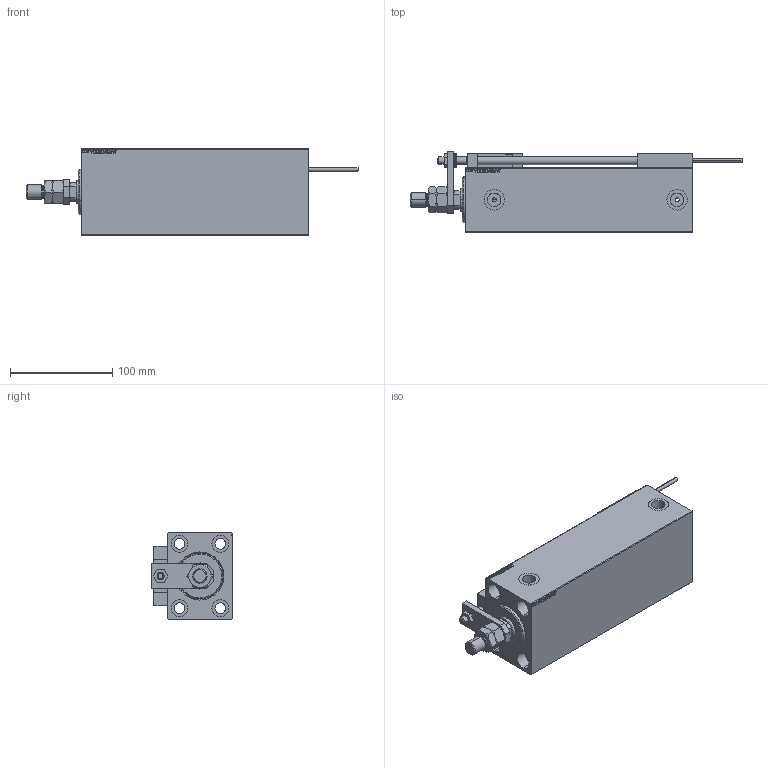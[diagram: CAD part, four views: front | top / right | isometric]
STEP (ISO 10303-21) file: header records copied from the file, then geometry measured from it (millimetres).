
FILE_DESCRIPTION (( 'STEP AP203' ), '1' );
FILE_NAME ('2d09.STEP', '2021-11-01T14:57:29', ( '' ), ( '' ), 'SwSTEP 2.0', 'SolidWorks 2019', '' );
FILE_SCHEMA (( 'CONFIG_CONTROL_DESIGN' ));
Length unit declared in the file: millimetre
Products named in the file (16): SWITCH X 04f2e1e138472ba155f7f49f5fc4b3d3; SWITCH DIM B,W 04f2e1e138472ba155f7f49f5fc4b3d3; ALLEN BOLT D8 04f2e1e138472ba155f7f49f5fc4b3d3; V450CM_VC_B 04f2e1e138472ba155f7f49f5fc4b3d3; TYC_L79 04f2e1e138472ba155f7f49f5fc4b3d3; KONCOVKA 04f2e1e138472ba155f7f49f5fc4b3d3; ALLEN BOLT D5 04f2e1e138472ba155f7f49f5fc4b3d3; SWITCH_X_FRONT_BACK 04f2e1e138472ba155f7f49f5fc4b3d3; V450CM_C_VCP 04f2e1e138472ba155f7f49f5fc4b3d3; X_Y_MTA 04f2e1e138472ba155f7f49f5fc4b3d3; Block 04f2e1e138472ba155f7f49f5fc4b3d3; ZARAZKA 04f2e1e138472ba155f7f49f5fc4b3d3; 2d09; V450CM_C 04f2e1e138472ba155f7f49f5fc4b3d3; MAGNET 04f2e1e138472ba155f7f49f5fc4b3d3; NUT_D12 04f2e1e138472ba155f7f49f5fc4b3d3
Assembly tree (25 placements, depth 3):
  2d09
    V450CM_C 04f2e1e138472ba155f7f49f5fc4b3d3
    SWITCH X 04f2e1e138472ba155f7f49f5fc4b3d3
      SWITCH_X_FRONT_BACK 04f2e1e138472ba155f7f49f5fc4b3d3  x2
      TYC_L79 04f2e1e138472ba155f7f49f5fc4b3d3
      Block 04f2e1e138472ba155f7f49f5fc4b3d3  x2
      ALLEN BOLT D5 04f2e1e138472ba155f7f49f5fc4b3d3  x4
      ALLEN BOLT D8 04f2e1e138472ba155f7f49f5fc4b3d3  x4
      MAGNET 04f2e1e138472ba155f7f49f5fc4b3d3  x2
      KONCOVKA 04f2e1e138472ba155f7f49f5fc4b3d3  x2
    NUT_D12 04f2e1e138472ba155f7f49f5fc4b3d3
    SWITCH DIM B,W 04f2e1e138472ba155f7f49f5fc4b3d3
    ZARAZKA 04f2e1e138472ba155f7f49f5fc4b3d3
    V450CM_C_VCP 04f2e1e138472ba155f7f49f5fc4b3d3
    V450CM_VC_B 04f2e1e138472ba155f7f49f5fc4b3d3
    X_Y_MTA 04f2e1e138472ba155f7f49f5fc4b3d3
Bounding box: 325 x 78.5 x 85 mm (x, y, z)
Volume: 1159186.6 mm3; surface area: 163652.4 mm2
Topology: 24 solids, 24 shells, 1345 faces, 3200 edges, 2037 vertices
Faces by surface type: plane 579, bspline 380, cylinder 202, cone 134, torus 46, sphere 4
Entity records: 52270 total; most frequent: CARTESIAN_POINT 26616, ORIENTED_EDGE 5420, DIRECTION 3722, EDGE_CURVE 2710, VERTEX_POINT 1761, LINE 1516, VECTOR 1516, EDGE_LOOP 1263
